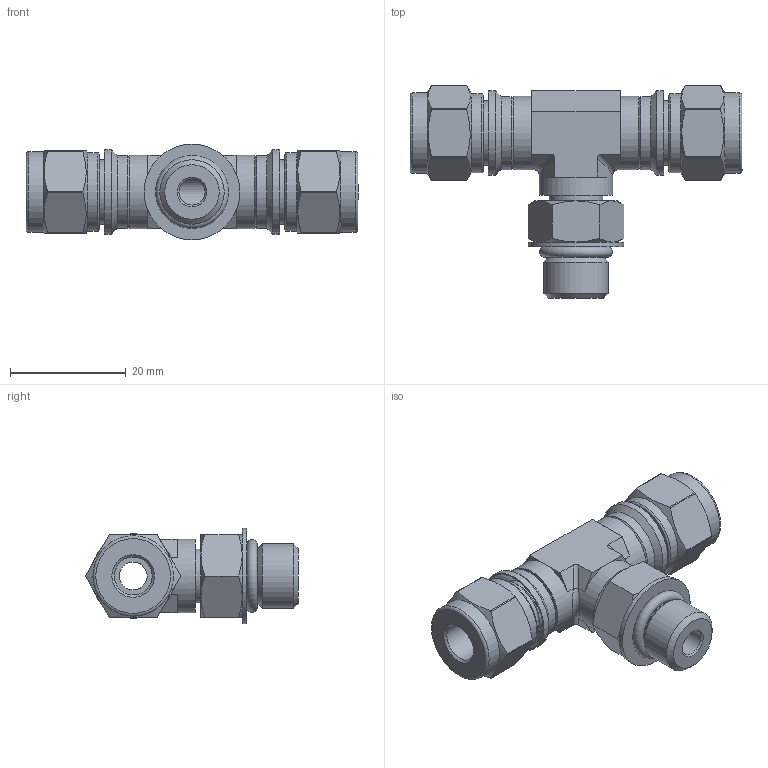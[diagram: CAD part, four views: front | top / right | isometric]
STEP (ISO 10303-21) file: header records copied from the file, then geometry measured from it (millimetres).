
FILE_DESCRIPTION(/* description */ (''),/* implementation_level */ '2;1');
FILE_NAME(/* name */ 'SPMBTI-4-4U.stp',/* time_stamp */ '2022-05-25T12:13:13+09:00',/* author */ ('user'),/* organization */ (''),/* preprocessor_version */ 'ST-DEVELOPER v18.1',/* originating_system */ 'Autodesk Inventor 2022',/* authorisation */ '');
FILE_SCHEMA (('AUTOMOTIVE_DESIGN { 1 0 10303 214 3 1 1 }'));
Length unit declared in the file: millimetre
Products named in the file (1): SPMBT-4-4U
Bounding box: 57.28 x 36.7 x 16.5 mm (x, y, z)
Volume: 9348.1 mm3; surface area: 6464 mm2
Topology: 1 solids, 1 shells, 144 faces, 327 edges, 200 vertices
Faces by surface type: plane 63, cylinder 43, cone 31, torus 5, bspline 2
Full cylindrical faces by diameter (mm): 4.5 x1, 4.826 x2, 4.83 x1, 6.55 x2, 9.3 x2, 9.4 x2, 10.1 x2, 11.112 x2, 11.113 x1, 12.6 x2, 12.7 x3, 13.6 x2, 13.9 x2, 14.6 x2, 16.5 x1
Entity records: 4121 total; most frequent: CARTESIAN_POINT 877, DIRECTION 706, ORIENTED_EDGE 654, EDGE_CURVE 327, AXIS2_PLACEMENT_3D 287, VERTEX_POINT 200, EDGE_LOOP 163, FACE_OUTER_BOUND 144
